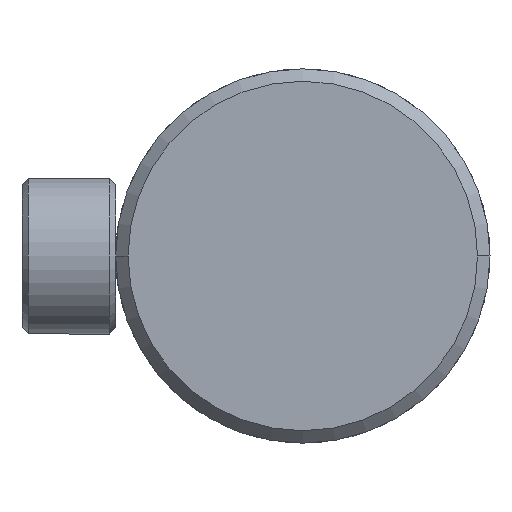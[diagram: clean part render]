
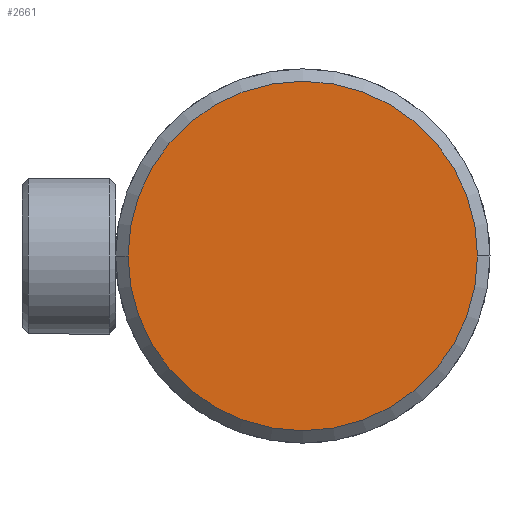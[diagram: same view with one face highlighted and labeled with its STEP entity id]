
A CAD part, left-side view. The second image highlights one B-rep face of the part: STEP entity #2661.
In plain terms, the highlighted planar face has unit normal (-1, 0, 0).
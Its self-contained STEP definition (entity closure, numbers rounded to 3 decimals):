
#24 = CIRCLE ( 'NONE', #1841, 28. ) ;
#474 = DIRECTION ( 'NONE',  ( -1., 0., 0. ) ) ;
#669 = VERTEX_POINT ( 'NONE', #896 ) ;
#705 = CARTESIAN_POINT ( 'NONE',  ( -13., 0., 0. ) ) ;
#734 = CARTESIAN_POINT ( 'NONE',  ( -13., 0., 0. ) ) ;
#785 = DIRECTION ( 'NONE',  ( -1., 0., 0. ) ) ;
#798 = AXIS2_PLACEMENT_3D ( 'NONE', #705, #785, #1144 ) ;
#896 = CARTESIAN_POINT ( 'NONE',  ( -13., 28., 0. ) ) ;
#957 = DIRECTION ( 'NONE',  ( -1., 0., 0. ) ) ;
#1144 = DIRECTION ( 'NONE',  ( 0., -1., 0. ) ) ;
#1288 = FACE_OUTER_BOUND ( 'NONE', #1961, .T. ) ;
#1383 = CARTESIAN_POINT ( 'NONE',  ( -13., -28., 0. ) ) ;
#1523 = ORIENTED_EDGE ( 'NONE', *, *, #2874, .T. ) ;
#1841 = AXIS2_PLACEMENT_3D ( 'NONE', #2744, #957, #2476 ) ;
#1961 = EDGE_LOOP ( 'NONE', ( #2252, #1523 ) ) ;
#1978 = AXIS2_PLACEMENT_3D ( 'NONE', #734, #474, #1985 ) ;
#1985 = DIRECTION ( 'NONE',  ( 0., -1., 0. ) ) ;
#2068 = CIRCLE ( 'NONE', #1978, 28. ) ;
#2252 = ORIENTED_EDGE ( 'NONE', *, *, #2569, .T. ) ;
#2476 = DIRECTION ( 'NONE',  ( 0., -1., 0. ) ) ;
#2569 = EDGE_CURVE ( 'NONE', #669, #3031, #24, .T. ) ;
#2661 = ADVANCED_FACE ( 'NONE', ( #1288 ), #2699, .T. ) ;
#2699 = PLANE ( 'NONE',  #798 ) ;
#2744 = CARTESIAN_POINT ( 'NONE',  ( -13., 0., 0. ) ) ;
#2874 = EDGE_CURVE ( 'NONE', #3031, #669, #2068, .T. ) ;
#3031 = VERTEX_POINT ( 'NONE', #1383 ) ;
